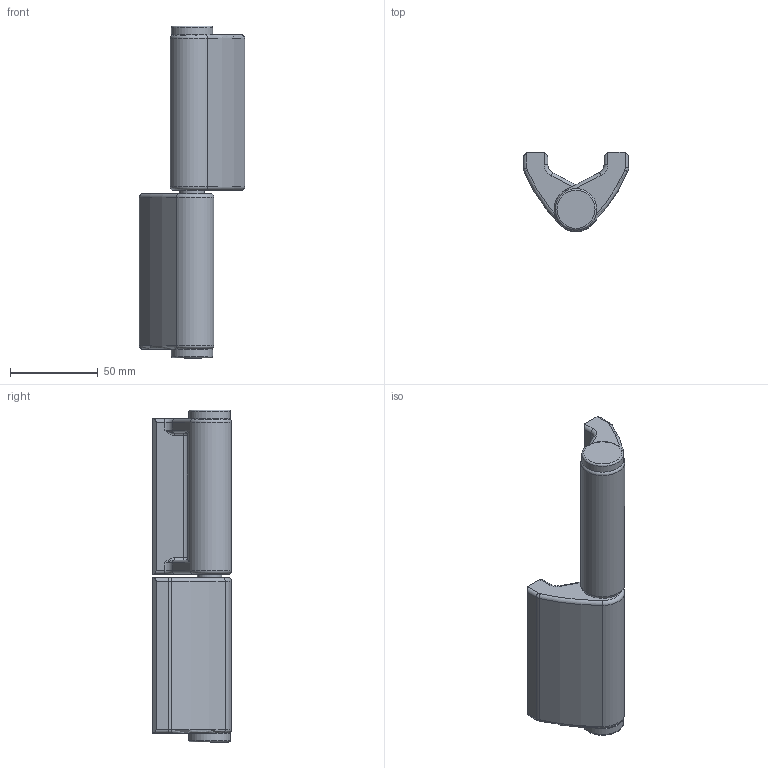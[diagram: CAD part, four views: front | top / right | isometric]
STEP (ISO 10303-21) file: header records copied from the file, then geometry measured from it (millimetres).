
FILE_DESCRIPTION(/* description */ (''),/* implementation_level */ '2;1');
FILE_NAME(/* name */ '1514GJSOR.stp',/* time_stamp */ '2019-08-05T13:41:57+02:00',/* author */ ('DOMINIQUE'),/* organization */ (''),/* preprocessor_version */ 'ST-DEVELOPER v17.2',/* originating_system */ 'Autodesk Inventor 2019',/* authorisation */ '');
FILE_SCHEMA (('AUTOMOTIVE_DESIGN { 1 0 10303 214 3 1 1 }'));
Length unit declared in the file: millimetre
Products named in the file (10): 1514GJSOR; 22854U; JIS B 1177 Bout plat - M16 x 12; 22876; 04047; 22841; DIN 71412 - AM 6 (conique court); 22851_B; AXE PAUMELLE STANDARD; 22851-1
Assembly tree (11 placements, depth 3):
  1514GJSOR
    22854U  x2
    JIS B 1177 Bout plat - M16 x 12
    22876  x2
    04047
    22841
    DIN 71412 - AM 6 (conique court)
    22851_B
      AXE PAUMELLE STANDARD
      22851-1
Bounding box: 60 x 44.97 x 189 mm (x, y, z)
Volume: 146969.3 mm3; surface area: 57419.5 mm2
Topology: 10 solids, 10 shells, 414 faces, 1043 edges, 668 vertices
Faces by surface type: cylinder 158, plane 105, torus 95, cone 31, sphere 13, bspline 12
Full cylindrical faces by diameter (mm): 3 x3, 4.917 x1, 6 x1, 8.466 x1, 10 x1, 13.5 x3, 13.95 x1, 14.1 x2, 15.6 x8, 16 x3, 20 x1, 21.5 x2, 23.7 x2
Entity records: 8900 total; most frequent: CARTESIAN_POINT 2370, DIRECTION 1403, ORIENTED_EDGE 1252, EDGE_CURVE 626, AXIS2_PLACEMENT_3D 604, VERTEX_POINT 412, CIRCLE 319, EDGE_LOOP 282
